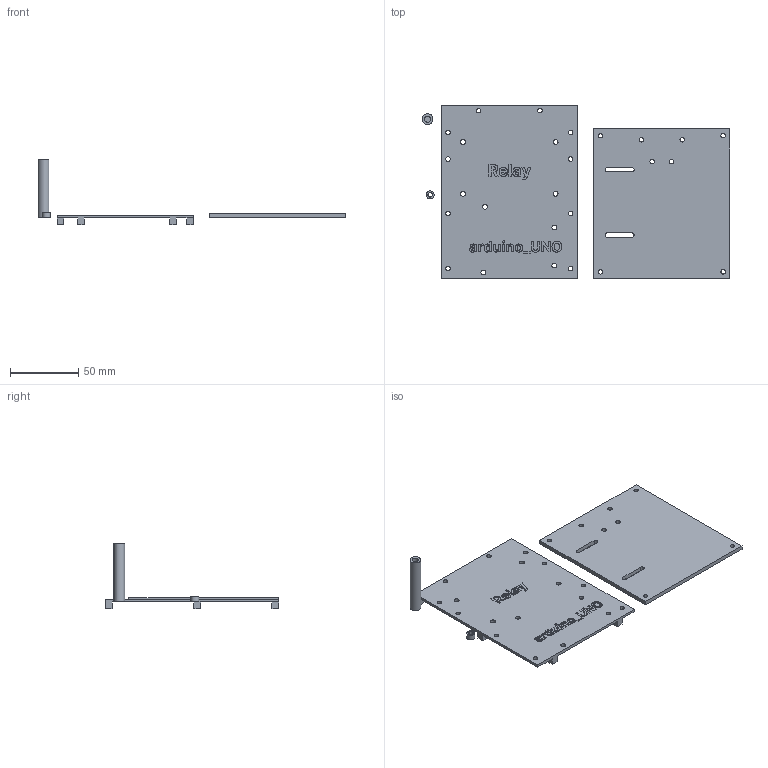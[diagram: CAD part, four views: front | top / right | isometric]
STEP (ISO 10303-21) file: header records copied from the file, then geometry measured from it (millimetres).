
FILE_DESCRIPTION(/* description */ ('STEP AP242','CAx-IF Rec.Pracs.---Representation and Presentation of Product Manufacturing Information (PMI)---4.0---2014-10-13','CAx-IF Rec.Pracs.---3D Tessellated Geometry---0.4---2014-09-14','2;1'),/* implementation_level */ '2;1');
FILE_NAME(/* name */ '68357bbbb0d4232e8b1c1fa6',/* time_stamp */ '2025-05-27T08:45:49Z',/* author */ (''),/* organization */ (''),/* preprocessor_version */ 'ST-DEVELOPER v20',/* originating_system */ 'ONSHAPE BY PTC INC, 1.198',/* authorisation */ ' ');
FILE_SCHEMA (('AP242_MANAGED_MODEL_BASED_3D_ENGINEERING_MIM_LF { 1 0 10303 442 1 1 4 }'));
Length unit declared in the file: metre
Products named in the file (4): layer_spacer; bottom_base; board_spacer; top_base
Bounding box: 226.01 x 127.34 x 48 mm (x, y, z)
Volume: 60199.8 mm3; surface area: 52107.2 mm2
Topology: 4 solids, 4 shells, 442 faces, 1228 edges, 820 vertices
Faces by surface type: plane 172, bspline 154, cylinder 116
Full cylindrical faces by diameter (mm): 3.268 x4, 3.3 x15, 3.5 x4, 3.6 x4, 4.5 x2, 6 x1, 8 x1
Entity records: 14717 total; most frequent: CARTESIAN_POINT 4149, ORIENTED_EDGE 2386, DIRECTION 1701, EDGE_CURVE 1193, VERTEX_POINT 816, LINE 653, VECTOR 653, EDGE_LOOP 557
